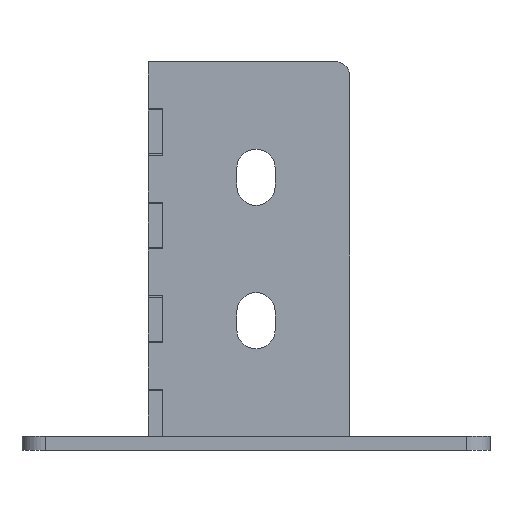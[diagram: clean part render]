
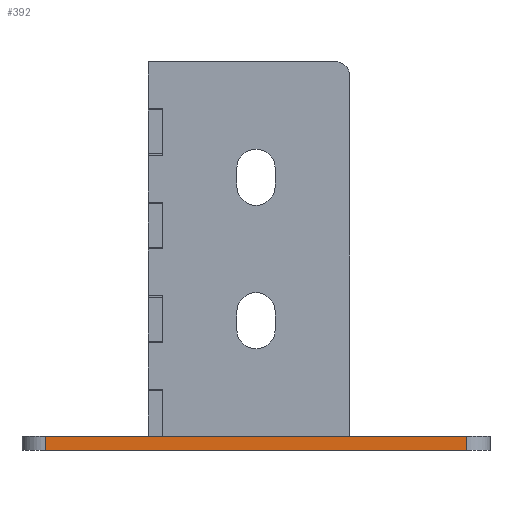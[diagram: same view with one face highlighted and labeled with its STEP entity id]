
A CAD part, front view. The second image highlights one B-rep face of the part: STEP entity #392.
In plain terms, the highlighted planar face has unit normal (0, -1, 0).
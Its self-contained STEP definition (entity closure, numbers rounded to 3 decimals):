
#29 = ORIENTED_EDGE ( 'NONE', *, *, #1610, .F. ) ;
#36 = CARTESIAN_POINT ( 'NONE',  ( -50., -70., 0. ) ) ;
#89 = DIRECTION ( 'NONE',  ( 0., 0., 1. ) ) ;
#304 = CARTESIAN_POINT ( 'NONE',  ( -45., -70., 0. ) ) ;
#330 = CARTESIAN_POINT ( 'NONE',  ( -45., -70., 3. ) ) ;
#366 = DIRECTION ( 'NONE',  ( 1., 0., 0. ) ) ;
#392 = ADVANCED_FACE ( 'NONE', ( #3302 ), #3595, .F. ) ;
#537 = VERTEX_POINT ( 'NONE', #2098 ) ;
#542 = DIRECTION ( 'NONE',  ( 0., 0., 1. ) ) ;
#597 = CARTESIAN_POINT ( 'NONE',  ( 45., -70., 0. ) ) ;
#621 = VERTEX_POINT ( 'NONE', #330 ) ;
#645 = VECTOR ( 'NONE', #366, 1000. ) ;
#824 = CARTESIAN_POINT ( 'NONE',  ( -45., -70., 3. ) ) ;
#866 = CARTESIAN_POINT ( 'NONE',  ( -50., -70., 3. ) ) ;
#996 = EDGE_CURVE ( 'NONE', #1354, #537, #1631, .T. ) ;
#1283 = CARTESIAN_POINT ( 'NONE',  ( 45., -70., 3. ) ) ;
#1354 = VERTEX_POINT ( 'NONE', #597 ) ;
#1452 = VECTOR ( 'NONE', #89, 1000. ) ;
#1610 = EDGE_CURVE ( 'NONE', #621, #537, #1627, .T. ) ;
#1627 = LINE ( 'NONE', #3486, #645 ) ;
#1631 = LINE ( 'NONE', #1283, #1452 ) ;
#1880 = DIRECTION ( 'NONE',  ( 1., 0., 0. ) ) ;
#2098 = CARTESIAN_POINT ( 'NONE',  ( 45., -70., 3. ) ) ;
#2256 = ORIENTED_EDGE ( 'NONE', *, *, #2396, .T. ) ;
#2318 = VERTEX_POINT ( 'NONE', #304 ) ;
#2396 = EDGE_CURVE ( 'NONE', #2318, #1354, #2504, .T. ) ;
#2504 = LINE ( 'NONE', #36, #2898 ) ;
#2649 = ORIENTED_EDGE ( 'NONE', *, *, #3464, .T. ) ;
#2898 = VECTOR ( 'NONE', #1880, 1000. ) ;
#2929 = AXIS2_PLACEMENT_3D ( 'NONE', #866, #3631, #542 ) ;
#2974 = DIRECTION ( 'NONE',  ( 0., 0., -1. ) ) ;
#3302 = FACE_OUTER_BOUND ( 'NONE', #3318, .T. ) ;
#3318 = EDGE_LOOP ( 'NONE', ( #2256, #3909, #29, #2649 ) ) ;
#3464 = EDGE_CURVE ( 'NONE', #621, #2318, #3936, .T. ) ;
#3486 = CARTESIAN_POINT ( 'NONE',  ( -50., -70., 3. ) ) ;
#3595 = PLANE ( 'NONE',  #2929 ) ;
#3631 = DIRECTION ( 'NONE',  ( 0., 1., 0. ) ) ;
#3746 = VECTOR ( 'NONE', #2974, 1000. ) ;
#3909 = ORIENTED_EDGE ( 'NONE', *, *, #996, .T. ) ;
#3936 = LINE ( 'NONE', #824, #3746 ) ;
